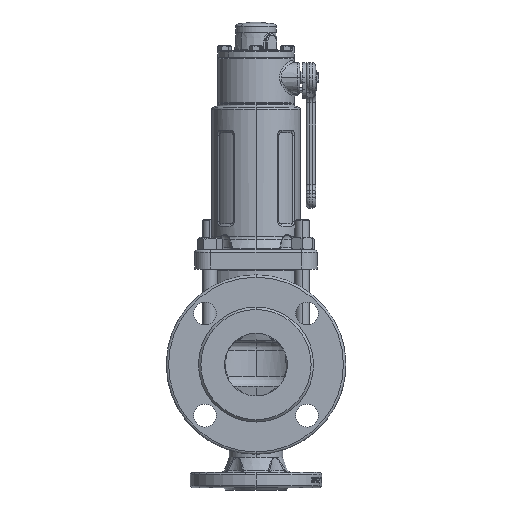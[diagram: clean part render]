
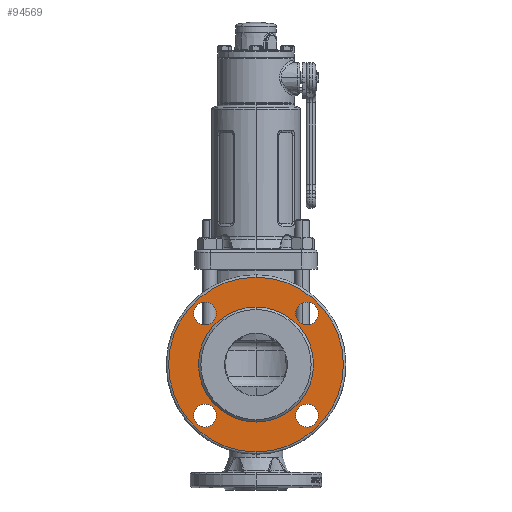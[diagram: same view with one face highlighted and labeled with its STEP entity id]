
A CAD part, left-side view. The second image highlights one B-rep face of the part: STEP entity #94569.
In plain terms, the highlighted planar face has unit normal (-1, 0, 0).
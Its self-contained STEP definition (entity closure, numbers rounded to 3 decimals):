
#43792=CARTESIAN_POINT('',(-112.3,42.674,52.224));
#43793=VERTEX_POINT('',#43792);
#43809=CARTESIAN_POINT('',(-112.3,42.674,33.124));
#43810=VERTEX_POINT('',#43809);
#43817=CARTESIAN_POINT('',(-112.3,42.674,42.674));
#43818=DIRECTION('',(1.,0.,0.));
#43819=DIRECTION('',(0.,-0.,-1.));
#43820=AXIS2_PLACEMENT_3D('',#43817,#43818,#43819);
#43821=CIRCLE('',#43820,9.55);
#43822=EDGE_CURVE('NONE',#43793,#43810,#43821,.T.);
#43834=CARTESIAN_POINT('',(-112.3,42.674,-33.124));
#43835=VERTEX_POINT('',#43834);
#43851=CARTESIAN_POINT('',(-112.3,42.674,-52.224));
#43852=VERTEX_POINT('',#43851);
#43859=CARTESIAN_POINT('',(-112.3,42.674,-42.674));
#43860=DIRECTION('',(1.,0.,0.));
#43861=DIRECTION('',(0.,-0.,-1.));
#43862=AXIS2_PLACEMENT_3D('',#43859,#43860,#43861);
#43863=CIRCLE('',#43862,9.55);
#43864=EDGE_CURVE('NONE',#43835,#43852,#43863,.T.);
#43876=CARTESIAN_POINT('',(-112.3,-42.674,-33.124));
#43877=VERTEX_POINT('',#43876);
#43893=CARTESIAN_POINT('',(-112.3,-42.674,-52.224));
#43894=VERTEX_POINT('',#43893);
#43901=CARTESIAN_POINT('',(-112.3,-42.674,-42.674));
#43902=DIRECTION('',(1.,0.,0.));
#43903=DIRECTION('',(0.,-0.,-1.));
#43904=AXIS2_PLACEMENT_3D('',#43901,#43902,#43903);
#43905=CIRCLE('',#43904,9.55);
#43906=EDGE_CURVE('NONE',#43877,#43894,#43905,.T.);
#43918=CARTESIAN_POINT('',(-112.3,-33.124,42.674));
#43919=VERTEX_POINT('',#43918);
#43935=CARTESIAN_POINT('',(-112.3,-52.224,42.674));
#43936=VERTEX_POINT('',#43935);
#43943=CARTESIAN_POINT('',(-112.3,-42.674,42.674));
#43944=DIRECTION('',(1.,-0.,-0.));
#43945=DIRECTION('',(0.,-1.,0.));
#43946=AXIS2_PLACEMENT_3D('',#43943,#43944,#43945);
#43947=CIRCLE('',#43946,9.55);
#43948=EDGE_CURVE('NONE',#43919,#43936,#43947,.T.);
#90554=CARTESIAN_POINT('',(-112.3,0.,-73.));
#90555=VERTEX_POINT('',#90554);
#90565=CARTESIAN_POINT('',(-112.3,0.,73.));
#90566=VERTEX_POINT('',#90565);
#90567=CARTESIAN_POINT('',(-112.3,0.,0.));
#90568=DIRECTION('',(-1.,-0.,-0.));
#90569=DIRECTION('',(-0.,0.,1.));
#90570=AXIS2_PLACEMENT_3D('',#90567,#90568,#90569);
#90571=CIRCLE('',#90570,73.);
#90572=EDGE_CURVE('NONE',#90566,#90555,#90571,.T.);
#94494=CARTESIAN_POINT('',(-112.3,0.,0.));
#94495=DIRECTION('',(1.,0.,0.));
#94496=DIRECTION('',(-0.,0.,1.));
#94497=AXIS2_PLACEMENT_3D('',#94494,#94495,#94496);
#94498=PLANE('',#94497);
#94499=CARTESIAN_POINT('',(-112.3,42.674,42.674));
#94500=DIRECTION('',(1.,0.,0.));
#94501=DIRECTION('',(0.,-0.,-1.));
#94502=AXIS2_PLACEMENT_3D('',#94499,#94500,#94501);
#94503=CIRCLE('',#94502,9.55);
#94504=EDGE_CURVE('NONE',#43810,#43793,#94503,.T.);
#94505=ORIENTED_EDGE('',*,*,#94504,.T.);
#94506=ORIENTED_EDGE('',*,*,#43822,.T.);
#94507=EDGE_LOOP('',(#94505,#94506));
#94508=FACE_BOUND('',#94507,.T.);
#94509=CARTESIAN_POINT('',(-112.3,42.674,-42.674));
#94510=DIRECTION('',(1.,0.,0.));
#94511=DIRECTION('',(0.,-0.,-1.));
#94512=AXIS2_PLACEMENT_3D('',#94509,#94510,#94511);
#94513=CIRCLE('',#94512,9.55);
#94514=EDGE_CURVE('NONE',#43852,#43835,#94513,.T.);
#94515=ORIENTED_EDGE('',*,*,#94514,.T.);
#94516=ORIENTED_EDGE('',*,*,#43864,.T.);
#94517=EDGE_LOOP('',(#94515,#94516));
#94518=FACE_BOUND('',#94517,.T.);
#94519=CARTESIAN_POINT('',(-112.3,-42.674,-42.674));
#94520=DIRECTION('',(1.,0.,0.));
#94521=DIRECTION('',(0.,-0.,-1.));
#94522=AXIS2_PLACEMENT_3D('',#94519,#94520,#94521);
#94523=CIRCLE('',#94522,9.55);
#94524=EDGE_CURVE('NONE',#43894,#43877,#94523,.T.);
#94525=ORIENTED_EDGE('',*,*,#94524,.T.);
#94526=ORIENTED_EDGE('',*,*,#43906,.T.);
#94527=EDGE_LOOP('',(#94525,#94526));
#94528=FACE_BOUND('',#94527,.T.);
#94529=CARTESIAN_POINT('',(-112.3,-42.674,42.674));
#94530=DIRECTION('',(1.,-0.,-0.));
#94531=DIRECTION('',(0.,-1.,0.));
#94532=AXIS2_PLACEMENT_3D('',#94529,#94530,#94531);
#94533=CIRCLE('',#94532,9.55);
#94534=EDGE_CURVE('NONE',#43936,#43919,#94533,.T.);
#94535=ORIENTED_EDGE('',*,*,#94534,.T.);
#94536=ORIENTED_EDGE('',*,*,#43948,.T.);
#94537=EDGE_LOOP('',(#94535,#94536));
#94538=FACE_BOUND('',#94537,.T.);
#94539=ORIENTED_EDGE('',*,*,#90572,.T.);
#94540=CARTESIAN_POINT('',(-112.3,0.,0.));
#94541=DIRECTION('',(-1.,-0.,-0.));
#94542=DIRECTION('',(-0.,0.,1.));
#94543=AXIS2_PLACEMENT_3D('',#94540,#94541,#94542);
#94544=CIRCLE('',#94543,73.);
#94545=EDGE_CURVE('NONE',#90555,#90566,#94544,.T.);
#94546=ORIENTED_EDGE('',*,*,#94545,.T.);
#94547=EDGE_LOOP('',(#94539,#94546));
#94548=FACE_BOUND('',#94547,.T.);
#94549=CARTESIAN_POINT('',(-112.3,0.,48.05));
#94550=VERTEX_POINT('',#94549);
#94551=CARTESIAN_POINT('',(-112.3,0.,-48.05));
#94552=VERTEX_POINT('',#94551);
#94553=CARTESIAN_POINT('',(-112.3,0.,0.));
#94554=DIRECTION('',(1.,0.,0.));
#94555=DIRECTION('',(-0.,0.,1.));
#94556=AXIS2_PLACEMENT_3D('',#94553,#94554,#94555);
#94557=CIRCLE('',#94556,48.05);
#94558=EDGE_CURVE('NONE',#94550,#94552,#94557,.T.);
#94559=ORIENTED_EDGE('',*,*,#94558,.T.);
#94560=CARTESIAN_POINT('',(-112.3,0.,0.));
#94561=DIRECTION('',(1.,0.,0.));
#94562=DIRECTION('',(-0.,0.,1.));
#94563=AXIS2_PLACEMENT_3D('',#94560,#94561,#94562);
#94564=CIRCLE('',#94563,48.05);
#94565=EDGE_CURVE('NONE',#94552,#94550,#94564,.T.);
#94566=ORIENTED_EDGE('',*,*,#94565,.T.);
#94567=EDGE_LOOP('',(#94559,#94566));
#94568=FACE_BOUND('',#94567,.T.);
#94569=ADVANCED_FACE('NONE',(#94508,#94518,#94528,#94538,#94548,#94568),#94498,.F.);
